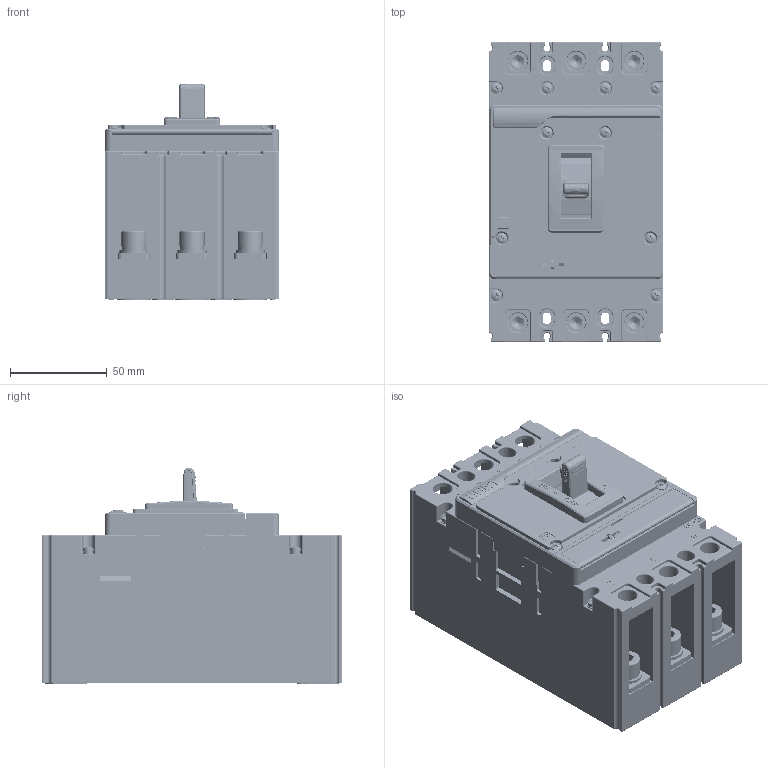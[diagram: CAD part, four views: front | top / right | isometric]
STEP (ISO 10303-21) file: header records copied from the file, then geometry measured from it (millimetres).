
FILE_DESCRIPTION(/* description */ (''),/* implementation_level */ '2;1');
FILE_NAME(/* name */ 'NXMS-160H 3P.stp',/* time_stamp */ '2017-05-06T10:19:30+08:00',/* author */ (''),/* organization */ (''),/* preprocessor_version */ 'ST-DEVELOPER v11',/* originating_system */ 'SIEMENS PLM Software NX 7.5',/* authorisation */ '');
FILE_SCHEMA (('CONFIG_CONTROL_DESIGN'));
Products named in the file (1): _model1
Bounding box: 90 x 155 x 111.84 mm (x, y, z)
Volume: 878098 mm3; surface area: 294967.9 mm2
Topology: 72 solids, 80 shells, 5916 faces, 15962 edges, 10265 vertices
Faces by surface type: plane 3457, cylinder 1597, extrusion 249, cone 237, torus 192, sphere 114, bspline 70
Full cylindrical faces by diameter (mm): 1.5 x5, 1.6 x1, 2.3 x1, 2.458 x10, 2.459 x10, 2.675 x10, 2.7 x1, 2.9 x3, 3 x13, 3.2 x15, 3.5 x8, 4 x13, 4.5 x6, 5.3 x2, 5.45 x10, 5.5 x7, 5.8 x4, 6 x4, 6.2 x7, 6.5 x2, 6.645 x6, 6.647 x6, 6.8 x6, 8 x6, 8.4 x6, 10 x12, 13 x6, 13.5 x6, 15 x6
Entity records: 213469 total; most frequent: CARTESIAN_POINT 67441, ORIENTED_EDGE 30730, DIRECTION 29121, EDGE_CURVE 15365, VERTEX_POINT 10138, VECTOR 9961, LINE 9712, AXIS2_PLACEMENT_3D 9580
